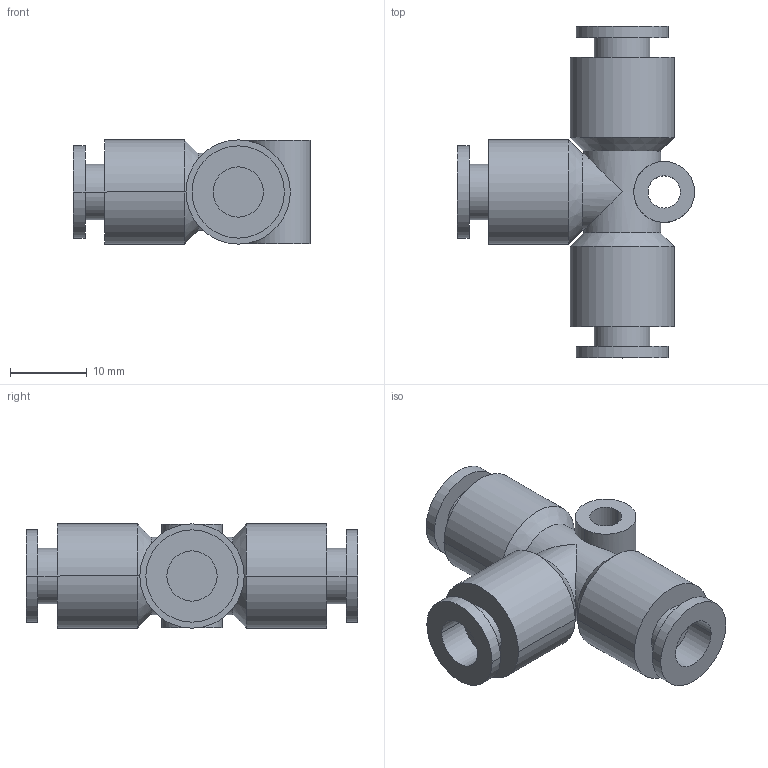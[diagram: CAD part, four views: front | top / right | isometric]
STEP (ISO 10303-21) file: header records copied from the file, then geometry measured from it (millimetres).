
FILE_DESCRIPTION((''),'2;1');
FILE_NAME('smcteeunion.stp','2002-01-15T19:24:58',('Administrator'),(''),'Autodesk Inventor (tm) 3.0','Autodesk Inventor (tm) 3.0','');
FILE_SCHEMA(('CONFIG_CONTROL_DESIGN'));
Length unit declared in the file: inch
Products named in the file (5): smcteeunion; smcteeunion1; smcteeunion2; smcteeunion3; smcteeunion4
Assembly tree (4 placements, depth 2):
  smcteeunion
    smcteeunion1
    smcteeunion2
    smcteeunion3
    smcteeunion4
Bounding box: 30.8 x 43.1 x 13.54 mm (x, y, z)
Volume: 6743.7 mm3; surface area: 3810.4 mm2
Topology: 4 solids, 4 shells, 52 faces, 111 edges, 70 vertices
Faces by surface type: cylinder 32, plane 14, cone 6
Entity records: 2118 total; most frequent: DIRECTION 295, CARTESIAN_POINT 286, ORIENTED_EDGE 222, AXIS2_PLACEMENT_3D 127, EDGE_CURVE 111, VERTEX_POINT 70, EDGE_LOOP 63, CIRCLE 62
